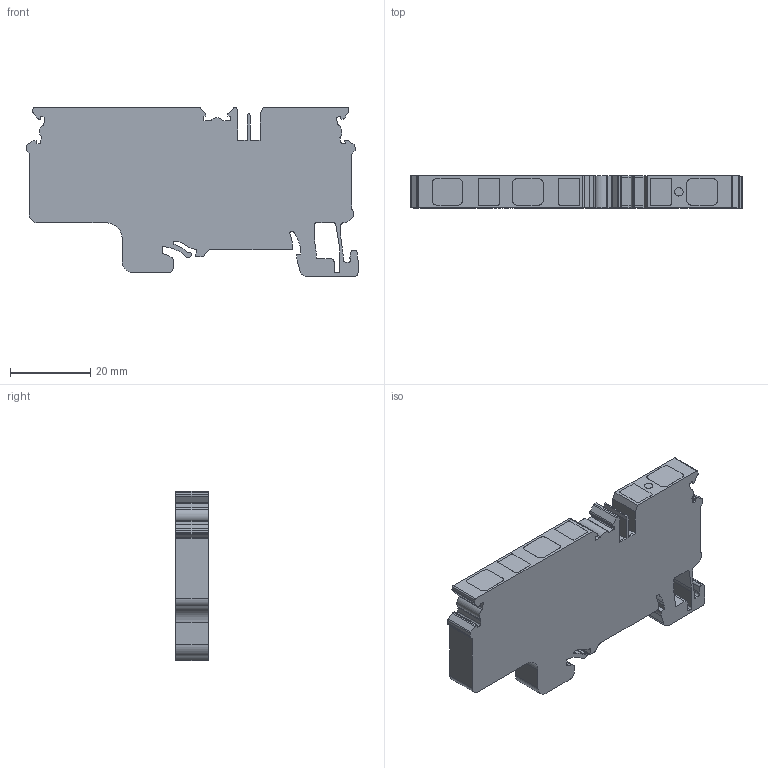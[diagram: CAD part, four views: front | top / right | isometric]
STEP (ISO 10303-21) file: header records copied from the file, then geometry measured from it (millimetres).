
FILE_DESCRIPTION (( 'STEP AP214' ), '1' );
FILE_NAME ('CX6_3BU.STEP', '2024-11-20T09:30:27', ( '' ), ( '' ), 'SwSTEP 2.0', 'SolidWorks 2022', '' );
FILE_SCHEMA (( 'AUTOMOTIVE_DESIGN' ));
Length unit declared in the file: millimetre
Products named in the file (1): CX6_3BU
Bounding box: 82.85 x 8 x 42.2 mm (x, y, z)
Volume: 21457.4 mm3; surface area: 8386.9 mm2
Topology: 1 solids, 1 shells, 275 faces, 798 edges, 532 vertices
Faces by surface type: plane 145, cylinder 130
Entity records: 9269 total; most frequent: DIRECTION 1610, CARTESIAN_POINT 1606, ORIENTED_EDGE 1596, EDGE_CURVE 798, LINE 538, VECTOR 538, AXIS2_PLACEMENT_3D 536, VERTEX_POINT 532
